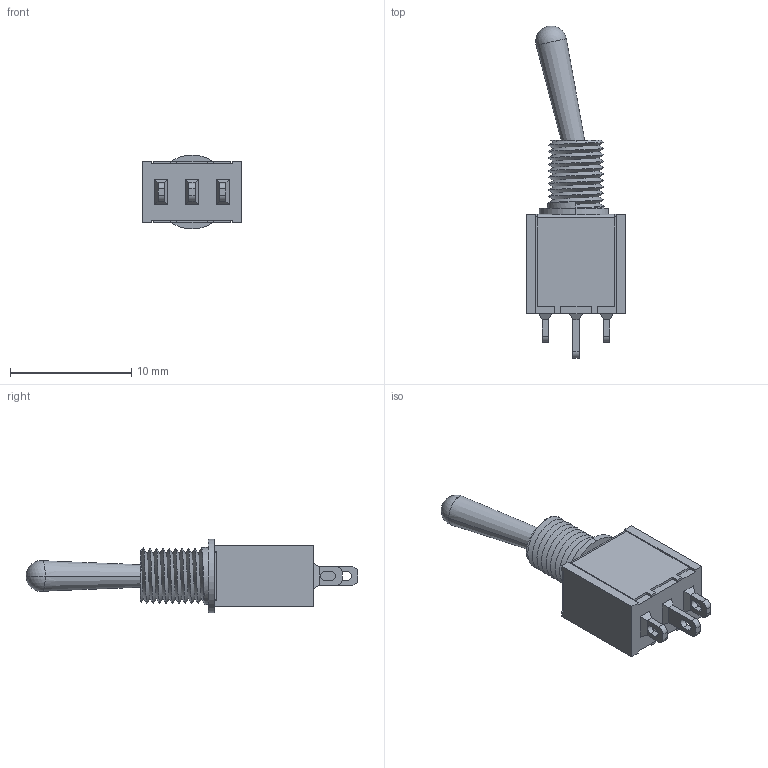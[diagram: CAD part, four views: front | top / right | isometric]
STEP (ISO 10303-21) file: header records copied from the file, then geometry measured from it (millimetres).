
FILE_DESCRIPTION (( 'STEP AP214' ), '1' );
FILE_NAME ('BNT11SEBQE.STEP', '2024-05-24T11:18:36', ( '' ), ( '' ), 'SwSTEP 2.0', 'SolidWorks 2019', '' );
FILE_SCHEMA (( 'AUTOMOTIVE_DESIGN' ));
Length unit declared in the file: millimetre
Products named in the file (1): BNT11SEBQE
Bounding box: 8.13 x 27.37 x 6.1 mm (x, y, z)
Volume: 414.6 mm3; surface area: 961.4 mm2
Topology: 10 solids, 10 shells, 146 faces, 359 edges, 232 vertices
Faces by surface type: plane 113, cylinder 23, cone 4, bspline 4, sphere 2
Entity records: 5885 total; most frequent: CARTESIAN_POINT 1612, ORIENTED_EDGE 708, DIRECTION 681, EDGE_CURVE 354, LINE 291, VECTOR 291, VERTEX_POINT 229, AXIS2_PLACEMENT_3D 195
